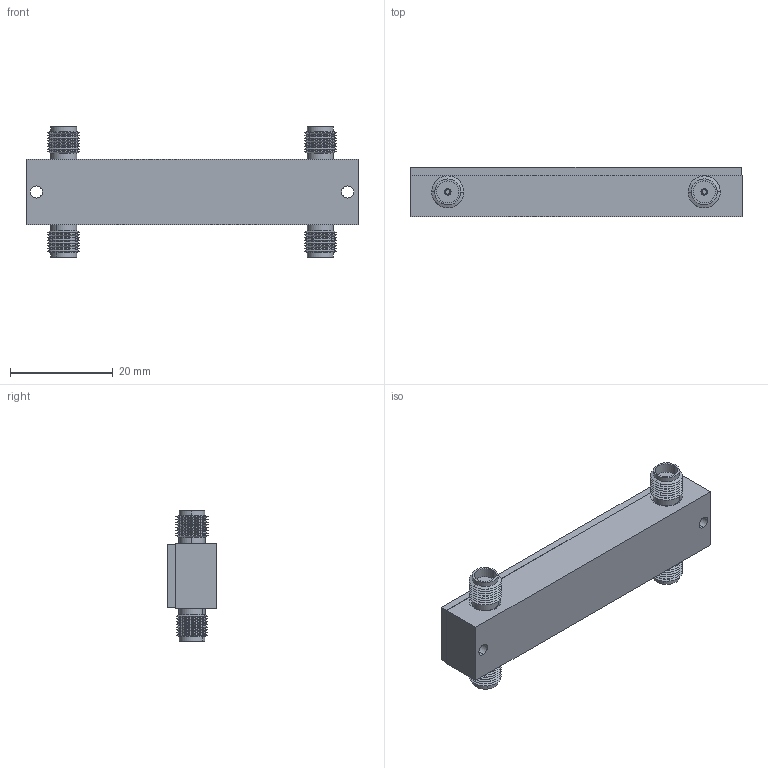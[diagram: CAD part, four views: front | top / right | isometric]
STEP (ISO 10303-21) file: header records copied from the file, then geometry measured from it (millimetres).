
FILE_DESCRIPTION (( 'STEP AP214' ), '1' );
FILE_NAME ('HQ 505_B.STEP', '2022-08-02T13:32:30', ( '' ), ( '' ), 'SwSTEP 2.0', 'SolidWorks 2021', '' );
FILE_SCHEMA (( 'AUTOMOTIVE_DESIGN' ));
Length unit declared in the file: inch
Products named in the file (1): HQ 505_B
Bounding box: 64.77 x 9.65 x 25.5 mm (x, y, z)
Volume: 8288.6 mm3; surface area: 7426.8 mm2
Topology: 14 solids, 14 shells, 948 faces, 2421 edges, 1542 vertices
Faces by surface type: cylinder 523, plane 246, cone 144, bspline 35
Entity records: 36239 total; most frequent: CARTESIAN_POINT 7459, DIRECTION 5313, ORIENTED_EDGE 4842, EDGE_CURVE 2421, AXIS2_PLACEMENT_3D 2056, VERTEX_POINT 1542, LINE 1201, VECTOR 1201
